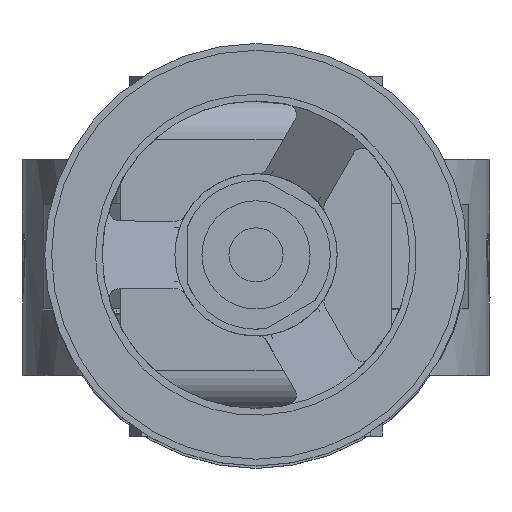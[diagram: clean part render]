
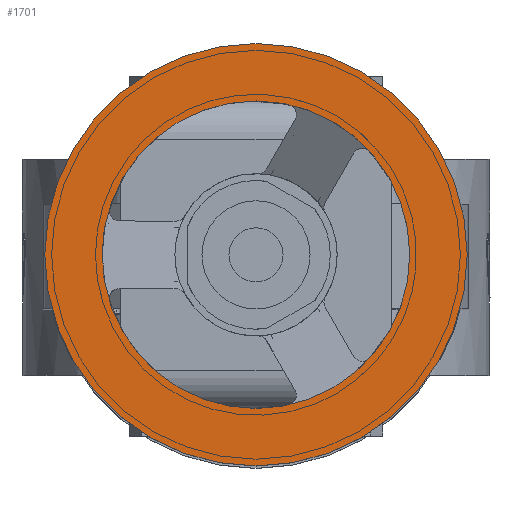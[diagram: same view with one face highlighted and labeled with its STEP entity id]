
A CAD part, top view. The second image highlights one B-rep face of the part: STEP entity #1701.
In plain terms, the highlighted planar face has unit normal (0, 0, 1).
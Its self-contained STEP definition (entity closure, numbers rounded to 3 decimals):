
#1701 = ADVANCED_FACE( '', ( #3691, #3692 ), #3693, .T. );
#3691 = FACE_BOUND( '', #6567, .T. );
#3692 = FACE_OUTER_BOUND( '', #6568, .T. );
#3693 = PLANE( '', #6569 );
#6567 = EDGE_LOOP( '', ( #13555 ) );
#6568 = EDGE_LOOP( '', ( #13556 ) );
#6569 = AXIS2_PLACEMENT_3D( '', #13557, #13558, #13559 );
#13555 = ORIENTED_EDGE( '', *, *, #17242, .T. );
#13556 = ORIENTED_EDGE( '', *, *, #16075, .F. );
#13557 = CARTESIAN_POINT( '', ( -62.5, 0., 40. ) );
#13558 = DIRECTION( '', ( 0., 0., 1. ) );
#13559 = DIRECTION( '', ( 1., 0., 0. ) );
#16075 = EDGE_CURVE( '', #18727, #18727, #18728, .T. );
#17242 = EDGE_CURVE( '', #20508, #20508, #20509, .T. );
#18727 = VERTEX_POINT( '', #24414 );
#18728 = CIRCLE( '', #24415, 62.5 );
#20508 = VERTEX_POINT( '', #29870 );
#20509 = CIRCLE( '', #29871, 45.5 );
#24414 = CARTESIAN_POINT( '', ( -62.5, 0., 40. ) );
#24415 = AXIS2_PLACEMENT_3D( '', #32621, #32622, #32623 );
#29870 = CARTESIAN_POINT( '', ( -45.5, 0., 40. ) );
#29871 = AXIS2_PLACEMENT_3D( '', #33533, #33534, #33535 );
#32621 = CARTESIAN_POINT( '', ( 0., 0., 40. ) );
#32622 = DIRECTION( '', ( 0., 0., -1. ) );
#32623 = DIRECTION( '', ( -1., 0., 0. ) );
#33533 = CARTESIAN_POINT( '', ( 0., 0., 40. ) );
#33534 = DIRECTION( '', ( 0., 0., -1. ) );
#33535 = DIRECTION( '', ( -1., 0., 0. ) );
